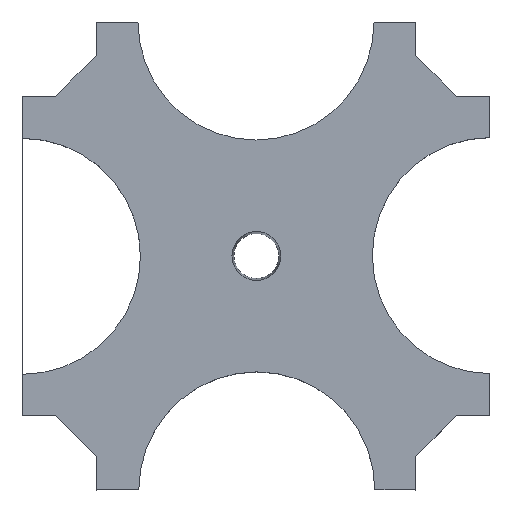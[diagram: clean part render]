
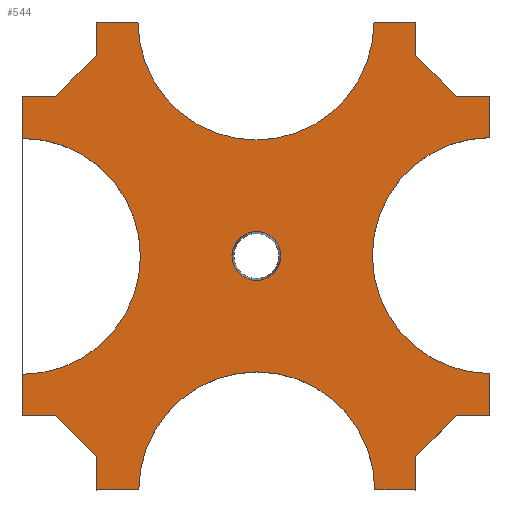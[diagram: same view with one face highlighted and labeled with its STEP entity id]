
A CAD part, top view. The second image highlights one B-rep face of the part: STEP entity #544.
In plain terms, the highlighted planar face has unit normal (0, 0, 1).
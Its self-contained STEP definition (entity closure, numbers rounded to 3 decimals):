
#18=FACE_BOUND('',#97,.T.);
#19=FACE_BOUND('',#98,.T.);
#40=PLANE('',#601);
#67=FACE_OUTER_BOUND('',#96,.T.);
#96=EDGE_LOOP('',(#486,#487,#488,#489,#490,#491,#492,#493,#494,#495,#496,
#497,#498,#499,#500,#501,#502,#503,#504,#505,#506,#507));
#97=EDGE_LOOP('',(#508,#509));
#98=EDGE_LOOP('',(#510));
#103=LINE('',#756,#168);
#108=LINE('',#777,#173);
#113=LINE('',#786,#178);
#133=LINE('',#832,#198);
#136=LINE('',#837,#201);
#138=LINE('',#845,#203);
#141=LINE('',#850,#206);
#143=LINE('',#854,#208);
#145=LINE('',#859,#210);
#148=LINE('',#863,#213);
#149=LINE('',#866,#214);
#151=LINE('',#870,#216);
#153=LINE('',#874,#218);
#155=LINE('',#877,#220);
#156=LINE('',#881,#221);
#159=LINE('',#886,#224);
#161=LINE('',#889,#226);
#162=LINE('',#891,#227);
#163=LINE('',#893,#228);
#164=LINE('',#895,#229);
#168=VECTOR('',#616,10.);
#173=VECTOR('',#635,10.);
#178=VECTOR('',#642,10.);
#198=VECTOR('',#674,10.);
#201=VECTOR('',#679,10.);
#203=VECTOR('',#687,10.);
#206=VECTOR('',#692,10.);
#208=VECTOR('',#696,10.);
#210=VECTOR('',#700,10.);
#213=VECTOR('',#705,10.);
#214=VECTOR('',#708,10.);
#216=VECTOR('',#712,10.);
#218=VECTOR('',#716,10.);
#220=VECTOR('',#720,10.);
#221=VECTOR('',#723,10.);
#224=VECTOR('',#728,10.);
#226=VECTOR('',#732,10.);
#227=VECTOR('',#735,10.);
#228=VECTOR('',#738,10.);
#229=VECTOR('',#741,10.);
#231=CIRCLE('',#568,12.559);
#233=CIRCLE('',#572,12.559);
#235=CIRCLE('',#575,12.559);
#238=CIRCLE('',#582,12.559);
#239=CIRCLE('',#586,2.6);
#242=VERTEX_POINT('',#749);
#243=VERTEX_POINT('',#751);
#246=VERTEX_POINT('',#761);
#247=VERTEX_POINT('',#763);
#249=VERTEX_POINT('',#768);
#251=VERTEX_POINT('',#772);
#252=VERTEX_POINT('',#776);
#255=VERTEX_POINT('',#784);
#273=VERTEX_POINT('',#825);
#274=VERTEX_POINT('',#827);
#275=VERTEX_POINT('',#831);
#276=VERTEX_POINT('',#835);
#277=VERTEX_POINT('',#839);
#278=VERTEX_POINT('',#843);
#279=VERTEX_POINT('',#844);
#280=VERTEX_POINT('',#849);
#281=VERTEX_POINT('',#853);
#282=VERTEX_POINT('',#857);
#283=VERTEX_POINT('',#858);
#284=VERTEX_POINT('',#865);
#285=VERTEX_POINT('',#869);
#286=VERTEX_POINT('',#873);
#287=VERTEX_POINT('',#879);
#288=VERTEX_POINT('',#880);
#289=VERTEX_POINT('',#885);
#292=EDGE_CURVE('',#243,#242,#231,.T.);
#295=EDGE_CURVE('',#242,#243,#103,.T.);
#298=EDGE_CURVE('',#247,#246,#233,.T.);
#303=EDGE_CURVE('',#249,#251,#235,.T.);
#304=EDGE_CURVE('',#252,#247,#108,.T.);
#309=EDGE_CURVE('',#251,#255,#113,.T.);
#330=EDGE_CURVE('',#274,#273,#238,.T.);
#332=EDGE_CURVE('',#275,#274,#133,.T.);
#335=EDGE_CURVE('',#273,#276,#136,.T.);
#336=EDGE_CURVE('',#277,#277,#239,.T.);
#338=EDGE_CURVE('',#278,#279,#138,.T.);
#341=EDGE_CURVE('',#280,#278,#141,.T.);
#343=EDGE_CURVE('',#281,#280,#143,.T.);
#345=EDGE_CURVE('',#282,#283,#145,.T.);
#348=EDGE_CURVE('',#283,#252,#148,.T.);
#349=EDGE_CURVE('',#284,#282,#149,.T.);
#351=EDGE_CURVE('',#285,#275,#151,.T.);
#353=EDGE_CURVE('',#286,#285,#153,.T.);
#355=EDGE_CURVE('',#255,#286,#155,.T.);
#356=EDGE_CURVE('',#287,#288,#156,.T.);
#359=EDGE_CURVE('',#288,#289,#159,.T.);
#361=EDGE_CURVE('',#276,#287,#161,.T.);
#362=EDGE_CURVE('',#279,#249,#162,.T.);
#363=EDGE_CURVE('',#289,#284,#163,.T.);
#364=EDGE_CURVE('',#246,#281,#164,.T.);
#486=ORIENTED_EDGE('',*,*,#298,.T.);
#487=ORIENTED_EDGE('',*,*,#364,.T.);
#488=ORIENTED_EDGE('',*,*,#343,.T.);
#489=ORIENTED_EDGE('',*,*,#341,.T.);
#490=ORIENTED_EDGE('',*,*,#338,.T.);
#491=ORIENTED_EDGE('',*,*,#362,.T.);
#492=ORIENTED_EDGE('',*,*,#303,.T.);
#493=ORIENTED_EDGE('',*,*,#309,.T.);
#494=ORIENTED_EDGE('',*,*,#355,.T.);
#495=ORIENTED_EDGE('',*,*,#353,.T.);
#496=ORIENTED_EDGE('',*,*,#351,.T.);
#497=ORIENTED_EDGE('',*,*,#332,.T.);
#498=ORIENTED_EDGE('',*,*,#330,.T.);
#499=ORIENTED_EDGE('',*,*,#335,.T.);
#500=ORIENTED_EDGE('',*,*,#361,.T.);
#501=ORIENTED_EDGE('',*,*,#356,.T.);
#502=ORIENTED_EDGE('',*,*,#359,.T.);
#503=ORIENTED_EDGE('',*,*,#363,.T.);
#504=ORIENTED_EDGE('',*,*,#349,.T.);
#505=ORIENTED_EDGE('',*,*,#345,.T.);
#506=ORIENTED_EDGE('',*,*,#348,.T.);
#507=ORIENTED_EDGE('',*,*,#304,.T.);
#508=ORIENTED_EDGE('',*,*,#292,.T.);
#509=ORIENTED_EDGE('',*,*,#295,.T.);
#510=ORIENTED_EDGE('',*,*,#336,.T.);
#544=ADVANCED_FACE('',(#67,#18,#19),#40,.F.);
#568=AXIS2_PLACEMENT_3D('',#752,#610,#611);
#572=AXIS2_PLACEMENT_3D('',#764,#622,#623);
#575=AXIS2_PLACEMENT_3D('',#774,#631,#632);
#582=AXIS2_PLACEMENT_3D('',#828,#669,#670);
#586=AXIS2_PLACEMENT_3D('',#840,#682,#683);
#601=AXIS2_PLACEMENT_3D('',#894,#739,#740);
#610=DIRECTION('center_axis',(0.,0.,
-1.));
#611=DIRECTION('ref_axis',(0.,-1.,0.));
#616=DIRECTION('',(0.,1.,0.));
#622=DIRECTION('center_axis',(0.,0.,
-1.));
#623=DIRECTION('ref_axis',(1.,0.,0.));
#631=DIRECTION('center_axis',(0.,0.,
-1.));
#632=DIRECTION('ref_axis',(0.,1.,0.));
#635=DIRECTION('',(1.,0.,0.));
#642=DIRECTION('',(0.,1.,0.));
#669=DIRECTION('center_axis',(0.,0.,
-1.));
#670=DIRECTION('ref_axis',(-1.,0.,0.));
#674=DIRECTION('',(-1.,0.,0.));
#679=DIRECTION('',(-1.,0.,0.));
#682=DIRECTION('center_axis',(0.,0.,
-1.));
#683=DIRECTION('ref_axis',(1.,0.,0.));
#687=DIRECTION('',(1.,0.,0.));
#692=DIRECTION('',(0.707,0.707,0.));
#696=DIRECTION('',(0.,1.,0.));
#700=DIRECTION('',(0.707,-0.707,0.));
#705=DIRECTION('',(0.,-1.,0.));
#708=DIRECTION('',(1.,0.,0.));
#712=DIRECTION('',(0.,1.,0.));
#716=DIRECTION('',(-0.707,0.707,0.));
#720=DIRECTION('',(-1.,0.,0.));
#723=DIRECTION('',(-0.707,-0.707,0.));
#728=DIRECTION('',(-1.,0.,0.));
#732=DIRECTION('',(0.,-1.,0.));
#735=DIRECTION('',(0.,1.,0.));
#738=DIRECTION('',(0.,-1.,0.));
#739=DIRECTION('center_axis',(0.,0.,
-1.));
#740=DIRECTION('ref_axis',(-1.,0.,0.));
#741=DIRECTION('',(1.,0.,0.));
#749=CARTESIAN_POINT('',(-60.289,8.329,22.));
#751=CARTESIAN_POINT('',(-60.289,33.448,22.));
#752=CARTESIAN_POINT('Origin',(-60.289,20.889,22.));
#756=CARTESIAN_POINT('',(-60.289,12.509,22.));
#761=CARTESIAN_POINT('',(-22.788,-3.97,22.));
#763=CARTESIAN_POINT('',(-47.906,-3.97,22.));
#764=CARTESIAN_POINT('Origin',(-35.347,-3.97,22.));
#768=CARTESIAN_POINT('',(-10.53,8.412,22.));
#772=CARTESIAN_POINT('',(-10.53,33.531,22.));
#774=CARTESIAN_POINT('Origin',(-10.489,20.971,22.));
#776=CARTESIAN_POINT('',(-52.389,-3.97,22.));
#777=CARTESIAN_POINT('',(-27.03,-3.97,22.));
#784=CARTESIAN_POINT('',(-10.53,37.93,22.));
#786=CARTESIAN_POINT('',(-10.53,29.33,22.));
#825=CARTESIAN_POINT('',(-47.989,45.83,22.));
#827=CARTESIAN_POINT('',(-22.871,45.83,22.));
#828=CARTESIAN_POINT('Origin',(-35.43,45.83,22.));
#831=CARTESIAN_POINT('',(-18.43,45.83,22.));
#832=CARTESIAN_POINT('',(-43.83,45.83,22.));
#835=CARTESIAN_POINT('',(-52.43,45.83,22.));
#837=CARTESIAN_POINT('',(-43.83,45.83,22.));
#839=CARTESIAN_POINT('',(-37.989,20.93,22.));
#840=CARTESIAN_POINT('Origin',(-35.389,20.93,22.));
#843=CARTESIAN_POINT('',(-14.105,3.93,22.));
#844=CARTESIAN_POINT('',(-10.53,3.93,22.));
#845=CARTESIAN_POINT('',(-24.767,3.93,22.));
#849=CARTESIAN_POINT('',(-18.43,-0.395,22.));
#850=CARTESIAN_POINT('',(-17.349,0.686,22.));
#853=CARTESIAN_POINT('',(-18.43,-3.97,22.));
#854=CARTESIAN_POINT('',(-18.43,8.48,22.));
#857=CARTESIAN_POINT('',(-56.755,3.93,22.));
#858=CARTESIAN_POINT('',(-52.389,-0.437,22.));
#859=CARTESIAN_POINT('',(-55.674,2.849,22.));
#863=CARTESIAN_POINT('',(-52.389,10.247,22.));
#865=CARTESIAN_POINT('',(-60.33,3.93,22.));
#866=CARTESIAN_POINT('',(-47.88,3.93,22.));
#869=CARTESIAN_POINT('',(-18.43,42.255,22.));
#870=CARTESIAN_POINT('',(-18.43,31.593,22.));
#873=CARTESIAN_POINT('',(-14.105,37.93,22.));
#874=CARTESIAN_POINT('',(-15.186,39.011,22.));
#877=CARTESIAN_POINT('',(-22.98,37.93,22.));
#879=CARTESIAN_POINT('',(-52.43,42.255,22.));
#880=CARTESIAN_POINT('',(-56.755,37.93,22.));
#881=CARTESIAN_POINT('',(-53.511,41.174,22.));
#885=CARTESIAN_POINT('',(-60.33,37.93,22.));
#886=CARTESIAN_POINT('',(-46.093,37.93,22.));
#889=CARTESIAN_POINT('',(-52.43,33.38,22.));
#891=CARTESIAN_POINT('',(-10.53,29.33,22.));
#893=CARTESIAN_POINT('',(-60.33,12.53,22.));
#894=CARTESIAN_POINT('Origin',(-58.501,20.93,22.));
#895=CARTESIAN_POINT('',(-27.03,-3.97,22.));
